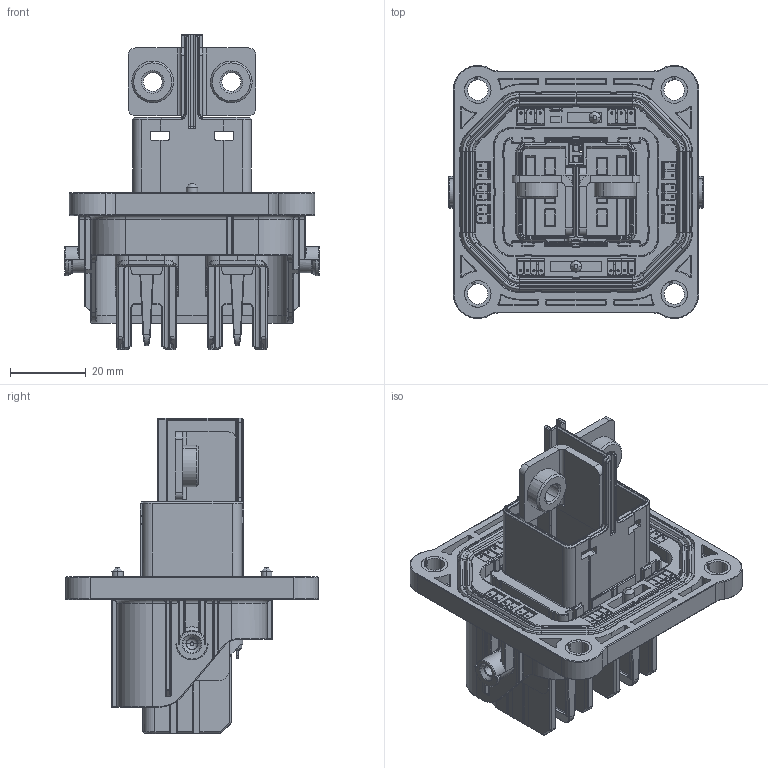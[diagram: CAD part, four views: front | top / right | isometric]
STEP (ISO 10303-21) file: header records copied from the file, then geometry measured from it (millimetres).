
FILE_DESCRIPTION (( 'STEP AP203' ), '1' );
FILE_NAME ('YGEV4-P2RA5²å×ù.STEP', '2025-06-30T02:31:01', ( '' ), ( '' ), 'SwSTEP 2.0', 'SolidWorks 2023', '' );
FILE_SCHEMA (( 'CONFIG_CONTROL_DESIGN' ));
Length unit declared in the file: millimetre
Products named in the file (15): YGEV4A1______2(TE)_YGEV4A1______2(114022600411)_2; ________(__)(TE)_YGEV4A1________(__)(114069805207)_2; YGEV4A1______1(TE)_YGEV4A1______1(114022600410)_2; _____________57.3__50.5__5______(__)(114050201170)_2; YGEV4A3__________2_2; YGEV4-P2RA5插座; __7.5____5.9__6____(114039804414)___7.5____5.9__6____(114039804414)_2; 18__2GY004-050S ________TE1___2; 1-928918-1-0_2; YGEV4-P2RA5插座(2); YGEV4A3__________1_2; self-clinching nut_pmm_PEM S-M6-0 ZI--N_2; 1-928918-1_2; 18__2GY003-050S ________TE1___2; YGEV4A3______3_2
Assembly tree (18 placements, depth 4):
  YGEV4-P2RA5插座
    YGEV4-P2RA5插座(2)
      YGEV4A3__________1_2
        18__2GY003-050S ________TE1___2
        self-clinching nut_pmm_PEM S-M6-0 ZI--N_2
      YGEV4A3__________2_2
        18__2GY004-050S ________TE1___2
        self-clinching nut_pmm_PEM S-M6-0 ZI--N_2
      ________(__)(TE)_YGEV4A1________(__)(114069805207)_2
      YGEV4A1______1(TE)_YGEV4A1______1(114022600410)_2
      YGEV4A1______2(TE)_YGEV4A1______2(114022600411)_2
      _____________57.3__50.5__5______(__)(114050201170)_2
      YGEV4A3______3_2
      __7.5____5.9__6____(114039804414)___7.5____5.9__6____(114039804414)_2  x4
      1-928918-1_2
      1-928918-1-0_2
Bounding box: 67.4 x 67 x 83.5 mm (x, y, z)
Volume: 46869.1 mm3; surface area: 63291.4 mm2
Topology: 23 solids, 23 shells, 6211 faces, 15445 edges, 9045 vertices
Faces by surface type: plane 2588, cylinder 2100, torus 684, sphere 400, bspline 241, cone 198
Entity records: 186447 total; most frequent: CARTESIAN_POINT 43459, DIRECTION 30330, ORIENTED_EDGE 29252, EDGE_CURVE 14626, AXIS2_PLACEMENT_3D 10783, LINE 8764, VECTOR 8764, VERTEX_POINT 8724
